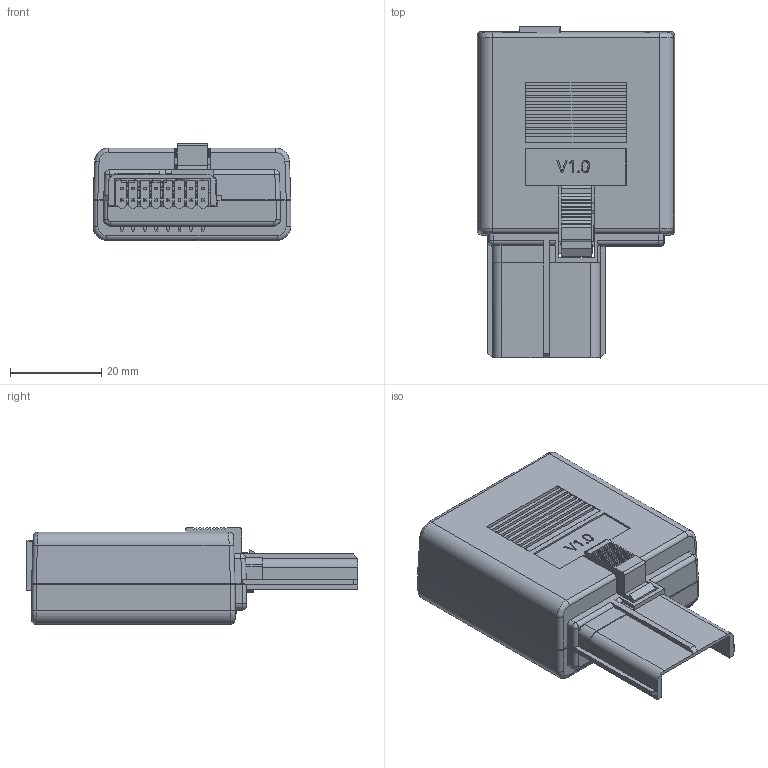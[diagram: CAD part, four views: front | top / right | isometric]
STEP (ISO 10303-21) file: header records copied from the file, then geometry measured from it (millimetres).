
FILE_DESCRIPTION((''),'2;1');
FILE_NAME('ASSBS01','2025-01-31T',(''),(''),'PRO/ENGINEER BY PARAMETRIC TECHNOLOGY CORPORATION, 2003250','PRO/ENGINEER BY PARAMETRIC TECHNOLOGY CORPORATION, 2003250','');
FILE_SCHEMA(('CONFIG_CONTROL_DESIGN'));
Length unit declared in the file: millimetre
Products named in the file (52): TOP_09_-_USB-C; BOTTOM_2024_02; D_DO-35_SOD27_P10_16MM_HO-29802; D_DO-35_SOD27_P10_16MM_HO-29779_ASM; R_0603_1608METRIC-163; R_0603_1608METRIC-140_ASM; C_0603_1608METRIC-36519; C_0603_1608METRIC-36496_ASM; LED_0603_1608METRIC-30236; LED_0603_1608METRIC-30213_ASM; C_1210_3225METRIC-28906; C_1210_3225METRIC-28883_ASM; CONPINS; PCBPINS; MOLD; FRAME; HRO_TYPE-C-31-M-12_ASM; MANIFOLD_SOLID_BREP_24907; MANIFOLD_SOLID_BREP_18197; MANIFOLD_SOLID_BREP_3571; HTSW-108-16-G-D-RA-3570_ASM; HTSW-108-16-G-D-RA-3547_ASM; MANIFOLD_SOLID_BREP_55074; MANIFOLD_SOLID_BREP_55652; MANIFOLD_SOLID_BREP_56035; MANIFOLD_SOLID_BREP_55426; MANIFOLD_SOLID_BREP_54193; BARRELJACK_HORIZONTAL-54192_ASM; BARRELJACK_HORIZONTAL-54169_ASM; BATTERYHOLDER_KEYSTONE_30-31801; BATTERYHOLDER_KEYSTONE_30-31778_ASM; SOT_23_5; SOT-23-5_ASM; PINHEADER_1X02_P254MM_VERTICAL; PINHEADER_1X02_P2_54MM_VERTICAL_ASM; D_SMA-995; D_SMA-972_ASM; D_DO-41_SOD81_P10_16MM_HO-61723; D_DO-41_SOD81_P10_16MM_HO-61700_ASM; TOP-SLOT_-_BATSAVE_PCB ...
Assembly tree (61 placements, depth 6):
  ASSBS01
    TOP_09_-_USB-C
    BOTTOM_2024_02
    ASSEMBLY_-_PCB_ASM
      ASSEMBLY_TOP-SLOT_BATSAVE_1_ASM
        D_DO-35_SOD27_P10_16MM_HO-29779_ASM
          D_DO-35_SOD27_P10_16MM_HO-29802
        R_0603_1608METRIC-140_ASM  x6
          R_0603_1608METRIC-163
        C_0603_1608METRIC-36496_ASM  x3
          C_0603_1608METRIC-36519
        LED_0603_1608METRIC-30213_ASM
          LED_0603_1608METRIC-30236
        C_1210_3225METRIC-28883_ASM  x2
          C_1210_3225METRIC-28906
        HRO_TYPE-C-31-M-12_ASM
          CONPINS
          PCBPINS
          MOLD
          FRAME
        HTSW-108-16-G-D-RA-3547_ASM
          HTSW-108-16-G-D-RA-3570_ASM
            MANIFOLD_SOLID_BREP_24907
            MANIFOLD_SOLID_BREP_18197
            MANIFOLD_SOLID_BREP_3571
        BARRELJACK_HORIZONTAL-54169_ASM
          BARRELJACK_HORIZONTAL-54192_ASM
            MANIFOLD_SOLID_BREP_55074
            MANIFOLD_SOLID_BREP_55652
            MANIFOLD_SOLID_BREP_56035
            MANIFOLD_SOLID_BREP_55426
            MANIFOLD_SOLID_BREP_54193
        BATTERYHOLDER_KEYSTONE_30-31778_ASM  x2
          BATTERYHOLDER_KEYSTONE_30-31801
        SOT-23-5_ASM
          SOT_23_5
        PINHEADER_1X02_P2_54MM_VERTICAL_ASM
          PINHEADER_1X02_P254MM_VERTICAL
        D_SMA-972_ASM  x2
          D_SMA-995
        D_DO-41_SOD81_P10_16MM_HO-61700_ASM
          D_DO-41_SOD81_P10_16MM_HO-61723
        TOP-SLOT_-_BATSAVE_PCB
        LED_D3_0MM-62077_ASM
          LED_D3_0MM-62100
        D_SOD-123F_ASM
          D_SOD_123F
        L_1008_2520METRIC-2222_ASM
          L_1008_2520METRIC-2245
        R_AXIAL_DIN0207_L6_3MM_D2_5MM_P_ASM
          R_AXIAL_DIN0207_L63MM_D25MM_P10
    LABEL-WITH-DESIGN-VERSION
Bounding box: 43.42 x 72.9 x 21.31 mm (x, y, z)
Volume: 18177.1 mm3; surface area: 27492.8 mm2
Topology: 41 solids, 43 shells, 3297 faces, 8543 edges, 5340 vertices
Faces by surface type: plane 2505, cylinder 655, torus 48, sphere 42, extrusion 19, cone 18, bspline 10
Entity records: 88356 total; most frequent: CARTESIAN_POINT 16118, ORIENTED_EDGE 14812, DIRECTION 14663, EDGE_CURVE 7409, VECTOR 6009, LINE 5990, VERTEX_POINT 4636, AXIS2_PLACEMENT_3D 4327
